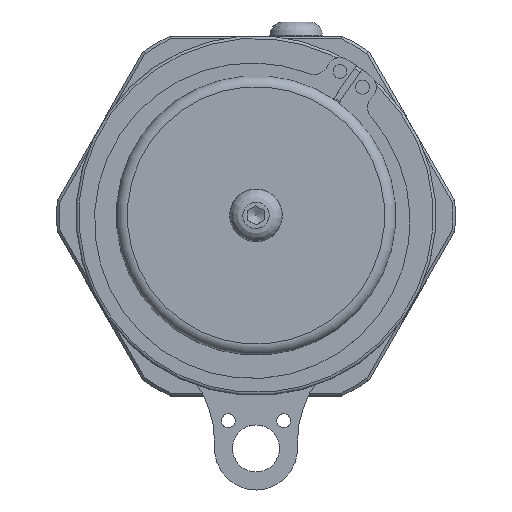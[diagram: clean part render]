
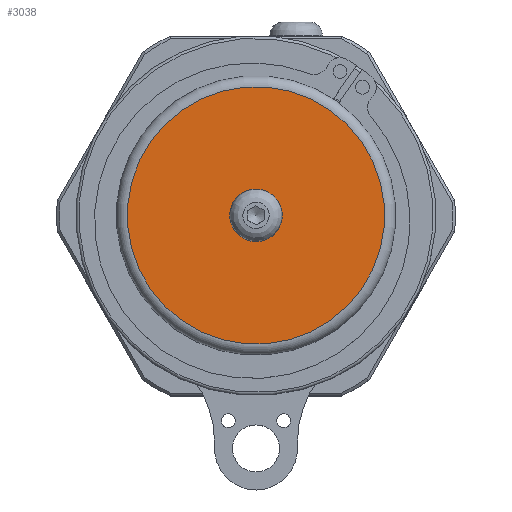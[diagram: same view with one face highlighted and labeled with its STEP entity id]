
A CAD part, top view. The second image highlights one B-rep face of the part: STEP entity #3038.
In plain terms, the highlighted planar face has unit normal (0, 0, 1).
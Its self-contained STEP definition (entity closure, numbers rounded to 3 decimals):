
#180=FACE_BOUND('',#823,.T.);
#633=FACE_OUTER_BOUND('',#822,.T.);
#822=EDGE_LOOP('',(#2372,#2373));
#823=EDGE_LOOP('',(#2374,#2375));
#1019=CIRCLE('',#3372,23.25);
#1020=CIRCLE('',#3373,23.25);
#1022=CIRCLE('',#3376,2.5);
#1023=CIRCLE('',#3377,2.5);
#1288=VERTEX_POINT('',#5106);
#1289=VERTEX_POINT('',#5107);
#1290=VERTEX_POINT('',#5112);
#1291=VERTEX_POINT('',#5113);
#1669=EDGE_CURVE('',#1288,#1289,#1019,.T.);
#1670=EDGE_CURVE('',#1289,#1288,#1020,.T.);
#1672=EDGE_CURVE('',#1290,#1291,#1022,.T.);
#1673=EDGE_CURVE('',#1291,#1290,#1023,.T.);
#2372=ORIENTED_EDGE('',*,*,#1669,.T.);
#2373=ORIENTED_EDGE('',*,*,#1670,.T.);
#2374=ORIENTED_EDGE('',*,*,#1672,.F.);
#2375=ORIENTED_EDGE('',*,*,#1673,.F.);
#2716=PLANE('',#3375);
#3038=ADVANCED_FACE('',(#633,#180),#2716,.T.);
#3372=AXIS2_PLACEMENT_3D('',#5108,#4118,#4119);
#3373=AXIS2_PLACEMENT_3D('',#5109,#4120,#4121);
#3375=AXIS2_PLACEMENT_3D('',#5111,#4124,#4125);
#3376=AXIS2_PLACEMENT_3D('',#5114,#4126,#4127);
#3377=AXIS2_PLACEMENT_3D('',#5115,#4128,#4129);
#4118=DIRECTION('center_axis',(0.,0.,
1.));
#4119=DIRECTION('ref_axis',(0.819,-0.574,0.));
#4120=DIRECTION('center_axis',(0.,0.,
1.));
#4121=DIRECTION('ref_axis',(0.819,-0.574,0.));
#4124=DIRECTION('center_axis',(0.,0.,
1.));
#4125=DIRECTION('ref_axis',(-0.819,0.574,0.));
#4126=DIRECTION('center_axis',(0.,0.,
1.));
#4127=DIRECTION('ref_axis',(0.819,-0.574,0.));
#4128=DIRECTION('center_axis',(0.,0.,
1.));
#4129=DIRECTION('ref_axis',(0.819,-0.574,0.));
#5106=CARTESIAN_POINT('',(-13.345,-19.039,37.486));
#5107=CARTESIAN_POINT('',(19.039,-13.345,37.486));
#5108=CARTESIAN_POINT('Origin',(0.,0.,
37.486));
#5109=CARTESIAN_POINT('Origin',(0.,0.,
37.486));
#5111=CARTESIAN_POINT('Origin',(-1.435,-2.047,37.486));
#5112=CARTESIAN_POINT('',(-1.435,-2.047,37.486));
#5113=CARTESIAN_POINT('',(1.435,2.047,37.486));
#5114=CARTESIAN_POINT('Origin',(0.,0.,
37.486));
#5115=CARTESIAN_POINT('Origin',(0.,0.,
37.486));
